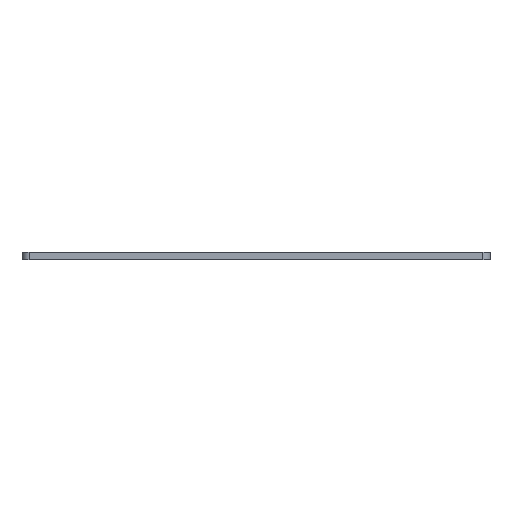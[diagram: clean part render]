
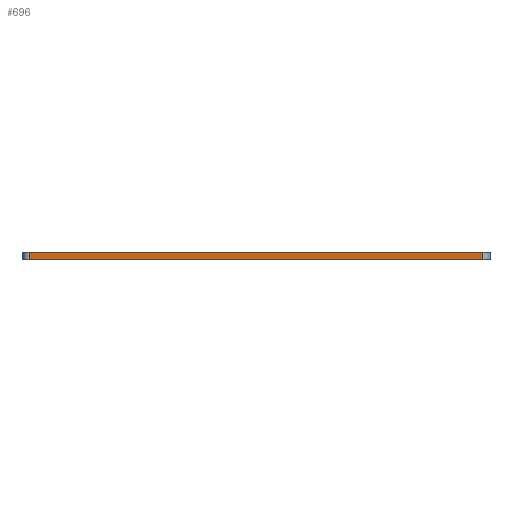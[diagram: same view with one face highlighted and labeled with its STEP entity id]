
A CAD part, front view. The second image highlights one B-rep face of the part: STEP entity #696.
In plain terms, the highlighted planar face has unit normal (0, -1, 0).
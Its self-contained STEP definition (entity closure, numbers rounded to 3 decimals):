
#22 = EDGE_LOOP ( 'NONE', ( #392, #705, #70, #557 ) ) ;
#38 = DIRECTION ( 'NONE',  ( 1., 0., 0. ) ) ;
#47 = LINE ( 'NONE', #541, #257 ) ;
#70 = ORIENTED_EDGE ( 'NONE', *, *, #542, .T. ) ;
#83 = VERTEX_POINT ( 'NONE', #337 ) ;
#180 = EDGE_CURVE ( 'NONE', #83, #893, #181, .T. ) ;
#181 = LINE ( 'NONE', #184, #315 ) ;
#184 = CARTESIAN_POINT ( 'NONE',  ( -155., -174., 67.502 ) ) ;
#199 = CARTESIAN_POINT ( 'NONE',  ( 170., -174., 62.502 ) ) ;
#225 = VERTEX_POINT ( 'NONE', #931 ) ;
#240 = DIRECTION ( 'NONE',  ( 0., 0., -1. ) ) ;
#251 = CARTESIAN_POINT ( 'NONE',  ( -150., -174., 62.502 ) ) ;
#257 = VECTOR ( 'NONE', #721, 1000. ) ;
#270 = AXIS2_PLACEMENT_3D ( 'NONE', #583, #666, #957 ) ;
#315 = VECTOR ( 'NONE', #38, 1000. ) ;
#337 = CARTESIAN_POINT ( 'NONE',  ( -150., -174., 67.502 ) ) ;
#345 = LINE ( 'NONE', #645, #578 ) ;
#367 = VERTEX_POINT ( 'NONE', #199 ) ;
#392 = ORIENTED_EDGE ( 'NONE', *, *, #180, .F. ) ;
#513 = FACE_OUTER_BOUND ( 'NONE', #22, .T. ) ;
#541 = CARTESIAN_POINT ( 'NONE',  ( -145., -174., 62.502 ) ) ;
#542 = EDGE_CURVE ( 'NONE', #225, #367, #47, .T. ) ;
#557 = ORIENTED_EDGE ( 'NONE', *, *, #628, .T. ) ;
#578 = VECTOR ( 'NONE', #938, 1000. ) ;
#583 = CARTESIAN_POINT ( 'NONE',  ( -145., -174., 65.502 ) ) ;
#628 = EDGE_CURVE ( 'NONE', #367, #893, #345, .T. ) ;
#645 = CARTESIAN_POINT ( 'NONE',  ( 170., -174., 67.502 ) ) ;
#666 = DIRECTION ( 'NONE',  ( 0., 1., 0. ) ) ;
#696 = ADVANCED_FACE ( 'NONE', ( #513 ), #887, .F. ) ;
#705 = ORIENTED_EDGE ( 'NONE', *, *, #885, .T. ) ;
#721 = DIRECTION ( 'NONE',  ( 1., 0., 0. ) ) ;
#756 = CARTESIAN_POINT ( 'NONE',  ( 170., -174., 67.502 ) ) ;
#831 = LINE ( 'NONE', #251, #843 ) ;
#843 = VECTOR ( 'NONE', #240, 1000. ) ;
#885 = EDGE_CURVE ( 'NONE', #83, #225, #831, .T. ) ;
#887 = PLANE ( 'NONE',  #270 ) ;
#893 = VERTEX_POINT ( 'NONE', #756 ) ;
#931 = CARTESIAN_POINT ( 'NONE',  ( -150., -174., 62.502 ) ) ;
#938 = DIRECTION ( 'NONE',  ( 0., 0., 1. ) ) ;
#957 = DIRECTION ( 'NONE',  ( 0., 0., 1. ) ) ;
